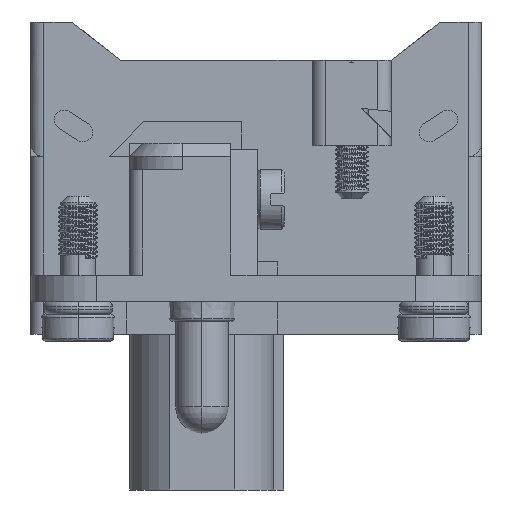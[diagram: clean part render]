
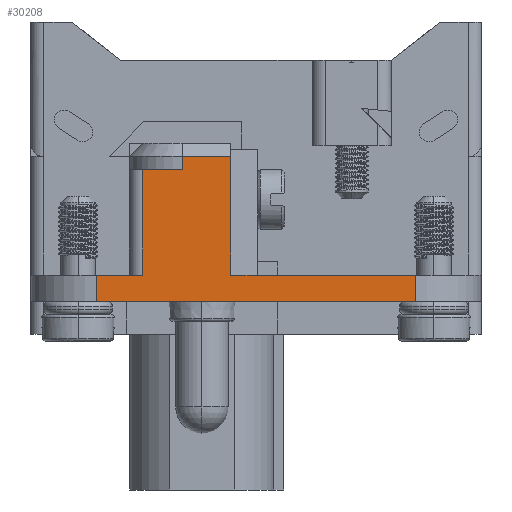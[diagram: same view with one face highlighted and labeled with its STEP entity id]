
A CAD part, left-side view. The second image highlights one B-rep face of the part: STEP entity #30208.
In plain terms, the highlighted planar face has unit normal (-1, 0, 0).
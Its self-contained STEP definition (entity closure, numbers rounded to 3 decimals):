
#876 = DIRECTION ( 'NONE',  ( 0., 0., -1. ) ) ;
#948 = CARTESIAN_POINT ( 'NONE',  ( -55.5, 5.6, 24.3 ) ) ;
#949 = LINE ( 'NONE', #26921, #17136 ) ;
#1491 = LINE ( 'NONE', #23545, #37997 ) ;
#2113 = EDGE_LOOP ( 'NONE', ( #21151, #19787, #25220, #32011, #2256, #46545, #11579, #38682, #34708, #10999 ) ) ;
#2256 = ORIENTED_EDGE ( 'NONE', *, *, #19811, .T. ) ;
#3685 = CARTESIAN_POINT ( 'NONE',  ( -55.5, 12.1, 36. ) ) ;
#4222 = LINE ( 'NONE', #38088, #4310 ) ;
#4310 = VECTOR ( 'NONE', #42138, 1000. ) ;
#4607 = DIRECTION ( 'NONE',  ( 0., 1., 0. ) ) ;
#4957 = VERTEX_POINT ( 'NONE', #25881 ) ;
#5041 = DIRECTION ( 'NONE',  ( 0., 0., 1. ) ) ;
#5048 = DIRECTION ( 'NONE',  ( 0., 0., -1. ) ) ;
#6012 = FACE_OUTER_BOUND ( 'NONE', #2113, .T. ) ;
#7799 = EDGE_CURVE ( 'NONE', #36015, #4957, #32257, .T. ) ;
#8339 = VERTEX_POINT ( 'NONE', #40027 ) ;
#9147 = DIRECTION ( 'NONE',  ( 1., 0., 0. ) ) ;
#10999 = ORIENTED_EDGE ( 'NONE', *, *, #49222, .F. ) ;
#11373 = VERTEX_POINT ( 'NONE', #36456 ) ;
#11384 = CARTESIAN_POINT ( 'NONE',  ( -55.5, -12.1, 14.3 ) ) ;
#11503 = VECTOR ( 'NONE', #46988, 1000. ) ;
#11579 = ORIENTED_EDGE ( 'NONE', *, *, #46683, .T. ) ;
#12199 = VERTEX_POINT ( 'NONE', #51181 ) ;
#12602 = VECTOR ( 'NONE', #876, 1000. ) ;
#13545 = VECTOR ( 'NONE', #48705, 1000. ) ;
#15828 = CARTESIAN_POINT ( 'NONE',  ( -55.5, 12.1, 16.3 ) ) ;
#17136 = VECTOR ( 'NONE', #42833, 1000. ) ;
#18261 = PLANE ( 'NONE',  #31442 ) ;
#18590 = CARTESIAN_POINT ( 'NONE',  ( -55.5, -12.1, 25.3 ) ) ;
#19162 = EDGE_CURVE ( 'NONE', #52088, #48220, #1491, .T. ) ;
#19787 = ORIENTED_EDGE ( 'NONE', *, *, #52254, .T. ) ;
#19811 = EDGE_CURVE ( 'NONE', #11373, #31006, #4222, .T. ) ;
#21151 = ORIENTED_EDGE ( 'NONE', *, *, #22309, .F. ) ;
#21678 = CARTESIAN_POINT ( 'NONE',  ( -55.5, -12.1, 36. ) ) ;
#22309 = EDGE_CURVE ( 'NONE', #34993, #12199, #47887, .T. ) ;
#23545 = CARTESIAN_POINT ( 'NONE',  ( -55.5, -12.1, 36. ) ) ;
#24679 = DIRECTION ( 'NONE',  ( 0., -1., 0. ) ) ;
#25220 = ORIENTED_EDGE ( 'NONE', *, *, #7799, .F. ) ;
#25402 = VERTEX_POINT ( 'NONE', #48472 ) ;
#25881 = CARTESIAN_POINT ( 'NONE',  ( -55.5, 5.6, 25.3 ) ) ;
#26243 = LINE ( 'NONE', #18590, #43572 ) ;
#26921 = CARTESIAN_POINT ( 'NONE',  ( -55.5, 5.6, 24.3 ) ) ;
#27186 = EDGE_CURVE ( 'NONE', #11373, #36015, #949, .T. ) ;
#27196 = LINE ( 'NONE', #3685, #44195 ) ;
#28156 = CARTESIAN_POINT ( 'NONE',  ( -55.5, -12.1, 16.3 ) ) ;
#29929 = LINE ( 'NONE', #42772, #11503 ) ;
#30208 = ADVANCED_FACE ( 'NONE', ( #6012 ), #18261, .F. ) ;
#31006 = VERTEX_POINT ( 'NONE', #46355 ) ;
#31220 = VECTOR ( 'NONE', #5041, 1000. ) ;
#31442 = AXIS2_PLACEMENT_3D ( 'NONE', #21678, #9147, #4607 ) ;
#32011 = ORIENTED_EDGE ( 'NONE', *, *, #27186, .F. ) ;
#32257 = LINE ( 'NONE', #948, #31220 ) ;
#34708 = ORIENTED_EDGE ( 'NONE', *, *, #19162, .F. ) ;
#34993 = VERTEX_POINT ( 'NONE', #50262 ) ;
#36015 = VERTEX_POINT ( 'NONE', #40245 ) ;
#36456 = CARTESIAN_POINT ( 'NONE',  ( -55.5, 8.6, 24.3 ) ) ;
#37997 = VECTOR ( 'NONE', #44052, 1000. ) ;
#38088 = CARTESIAN_POINT ( 'NONE',  ( -55.5, 8.6, 36. ) ) ;
#38682 = ORIENTED_EDGE ( 'NONE', *, *, #43592, .F. ) ;
#40027 = CARTESIAN_POINT ( 'NONE',  ( -55.5, 12.1, 16.3 ) ) ;
#40245 = CARTESIAN_POINT ( 'NONE',  ( -55.5, 5.6, 24.3 ) ) ;
#40489 = CARTESIAN_POINT ( 'NONE',  ( -55.5, -12.1, 14.3 ) ) ;
#42138 = DIRECTION ( 'NONE',  ( 0., 0., -1. ) ) ;
#42191 = VECTOR ( 'NONE', #24679, 1000. ) ;
#42772 = CARTESIAN_POINT ( 'NONE',  ( -55.5, 12.1, 16.3 ) ) ;
#42833 = DIRECTION ( 'NONE',  ( 0., -1., 0. ) ) ;
#43572 = VECTOR ( 'NONE', #47663, 1000. ) ;
#43592 = EDGE_CURVE ( 'NONE', #48220, #25402, #49505, .T. ) ;
#43753 = LINE ( 'NONE', #15828, #42191 ) ;
#44052 = DIRECTION ( 'NONE',  ( 0., 0., -1. ) ) ;
#44195 = VECTOR ( 'NONE', #5048, 1000. ) ;
#46355 = CARTESIAN_POINT ( 'NONE',  ( -55.5, 8.6, 16.3 ) ) ;
#46545 = ORIENTED_EDGE ( 'NONE', *, *, #52178, .F. ) ;
#46683 = EDGE_CURVE ( 'NONE', #8339, #25402, #27196, .T. ) ;
#46988 = DIRECTION ( 'NONE',  ( 0., -1., 0. ) ) ;
#47663 = DIRECTION ( 'NONE',  ( 0., 1., 0. ) ) ;
#47887 = LINE ( 'NONE', #50655, #12602 ) ;
#48220 = VERTEX_POINT ( 'NONE', #11384 ) ;
#48472 = CARTESIAN_POINT ( 'NONE',  ( -55.5, 12.1, 14.3 ) ) ;
#48705 = DIRECTION ( 'NONE',  ( 0., 1., 0. ) ) ;
#49222 = EDGE_CURVE ( 'NONE', #12199, #52088, #29929, .T. ) ;
#49505 = LINE ( 'NONE', #40489, #13545 ) ;
#50262 = CARTESIAN_POINT ( 'NONE',  ( -55.5, 1.9, 25.3 ) ) ;
#50655 = CARTESIAN_POINT ( 'NONE',  ( -55.5, 1.9, 26.3 ) ) ;
#51181 = CARTESIAN_POINT ( 'NONE',  ( -55.5, 1.9, 16.3 ) ) ;
#52088 = VERTEX_POINT ( 'NONE', #28156 ) ;
#52178 = EDGE_CURVE ( 'NONE', #8339, #31006, #43753, .T. ) ;
#52254 = EDGE_CURVE ( 'NONE', #34993, #4957, #26243, .T. ) ;
